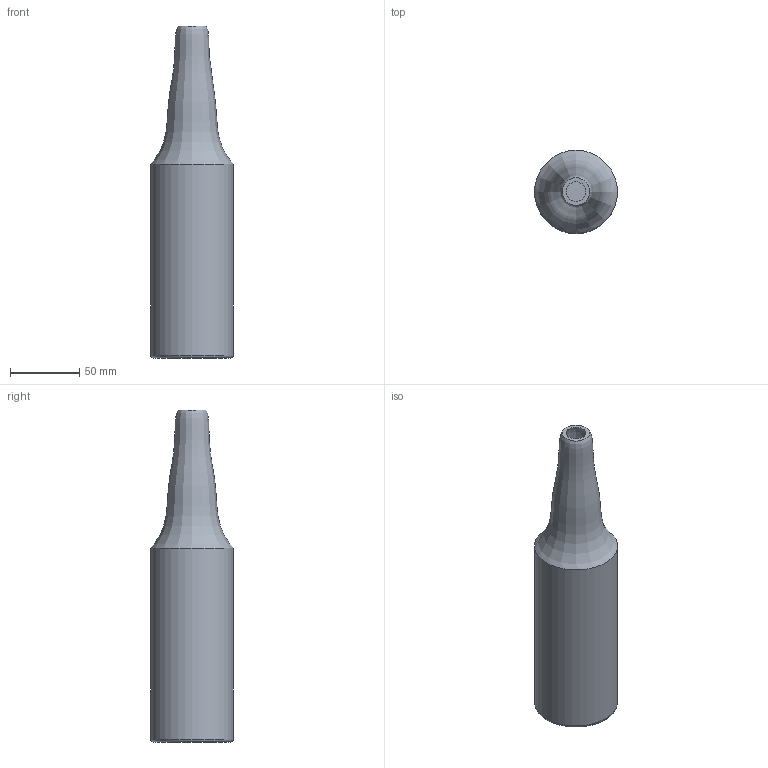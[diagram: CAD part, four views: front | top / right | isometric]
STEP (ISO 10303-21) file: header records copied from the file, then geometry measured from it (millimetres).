
FILE_DESCRIPTION(/* description */ (''),/* implementation_level */ '2;1');
FILE_NAME(/* name */ 'glass bottle v1.step',/* time_stamp */ '2024-06-26T18:26:31+05:30',/* author */ (''),/* organization */ (''),/* preprocessor_version */ 'ST-DEVELOPER v20',/* originating_system */ 'Autodesk Translation Framework v13.14.0.145',/* authorisation */ '');
FILE_SCHEMA (('AUTOMOTIVE_DESIGN { 1 0 10303 214 3 1 1 }'));
Length unit declared in the file: millimetre
Products named in the file (1): glass bottle
Bounding box: 60 x 60 x 240 mm (x, y, z)
Volume: 76635.5 mm3; surface area: 76593.6 mm2
Topology: 1 solids, 1 shells, 8 faces, 14 edges, 9 vertices
Faces by surface type: plane 3, cylinder 2, bspline 2, torus 1
Full cylindrical faces by diameter (mm): 56 x1, 60 x1
Entity records: 815 total; most frequent: CARTESIAN_POINT 626, DIRECTION 32, ORIENTED_EDGE 28, AXIS2_PLACEMENT_3D 15, EDGE_CURVE 14, EDGE_LOOP 9, VERTEX_POINT 9, FACE_OUTER_BOUND 8
